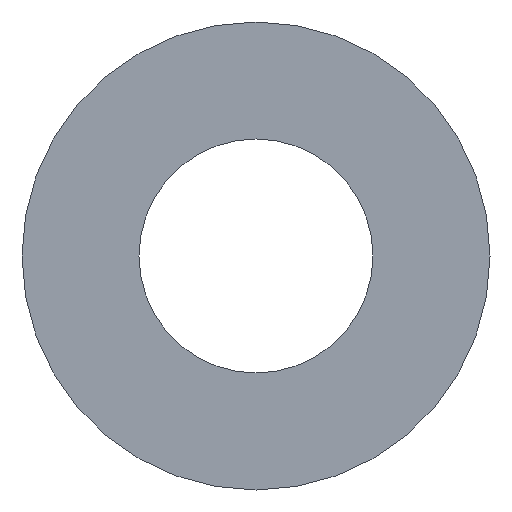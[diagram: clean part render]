
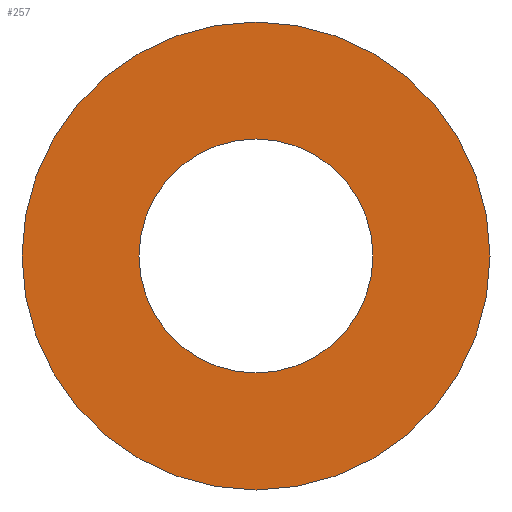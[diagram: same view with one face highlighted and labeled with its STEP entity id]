
A CAD part, front view. The second image highlights one B-rep face of the part: STEP entity #257.
In plain terms, the highlighted planar face has unit normal (0, -1, 0).
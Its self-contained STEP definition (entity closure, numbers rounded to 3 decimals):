
#34=CARTESIAN_POINT('',(0.,-48.,0.));
#35=DIRECTION('',(0.,1.,0.));
#36=DIRECTION('',(-1.,0.,0.));
#37=AXIS2_PLACEMENT_3D('',#34,#35,#36);
#43=CARTESIAN_POINT('',(0.,-48.,0.));
#44=DIRECTION('',(0.,-1.,0.));
#45=DIRECTION('',(-1.,0.,0.));
#46=AXIS2_PLACEMENT_3D('',#43,#44,#45);
#48=CARTESIAN_POINT('',(0.,-48.,0.));
#49=DIRECTION('',(0.,-1.,0.));
#50=DIRECTION('',(-1.,0.,0.));
#51=AXIS2_PLACEMENT_3D('',#48,#49,#50);
#53=CARTESIAN_POINT('',(0.,-48.,0.));
#54=DIRECTION('',(0.,1.,0.));
#55=DIRECTION('',(-1.,0.,0.));
#56=AXIS2_PLACEMENT_3D('',#53,#54,#55);
#141=CARTESIAN_POINT('',(-11.,-48.,0.));
#143=VERTEX_POINT('',#141);
#144=CARTESIAN_POINT('',(-5.5,-48.,0.));
#146=VERTEX_POINT('',#144);
#159=CARTESIAN_POINT('',(11.,-48.,0.));
#161=VERTEX_POINT('',#159);
#162=CARTESIAN_POINT('',(5.5,-48.,0.));
#164=VERTEX_POINT('',#162);
#242=CARTESIAN_POINT('',(0.,-48.,0.));
#243=DIRECTION('',(0.,-1.,0.));
#244=DIRECTION('',(-1.,0.,0.));
#245=AXIS2_PLACEMENT_3D('',#242,#243,#244);
#246=PLANE('',#245);
#248=ORIENTED_EDGE('',*,*,#247,.F.);
#250=ORIENTED_EDGE('',*,*,#249,.T.);
#251=EDGE_LOOP('',(#248,#250));
#252=FACE_OUTER_BOUND('',#251,.F.);
#253=ORIENTED_EDGE('',*,*,#221,.F.);
#254=ORIENTED_EDGE('',*,*,#237,.T.);
#255=EDGE_LOOP('',(#253,#254));
#256=FACE_BOUND('',#255,.F.);
#38=CIRCLE('',#37,5.5);
#47=CIRCLE('',#46,5.5);
#52=CIRCLE('',#51,11.);
#57=CIRCLE('',#56,11.);
#221=EDGE_CURVE('',#146,#164,#38,.T.);
#237=EDGE_CURVE('',#146,#164,#47,.T.);
#247=EDGE_CURVE('',#143,#161,#52,.T.);
#249=EDGE_CURVE('',#143,#161,#57,.T.);
#257=ADVANCED_FACE('',(#252,#256),#246,.T.);
